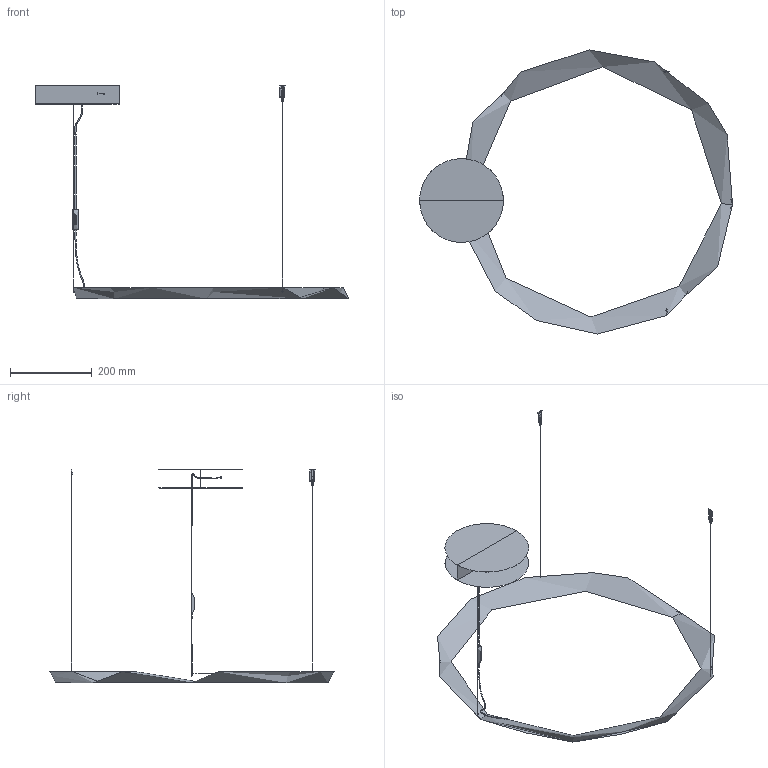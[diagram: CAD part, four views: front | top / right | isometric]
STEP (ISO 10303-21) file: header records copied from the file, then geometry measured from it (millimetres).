
FILE_DESCRIPTION(/* description */ (''),/* implementation_level */ '2;1');
FILE_NAME(/* name */ 'ripple 70',/* time_stamp */ '2021-05-11T17:56:10+02:00',/* author */ (''),/* organization */ (''),/* preprocessor_version */ 'ST-DEVELOPER v15',/* originating_system */ '',/* authorisation */ '');
FILE_SCHEMA (('AUTOMOTIVE_DESIGN'));
Length unit declared in the file: millimetre
Products named in the file (1): Document
Bounding box: 766.43 x 695.51 x 523.12 mm (x, y, z)
Volume: 5001342.5 mm3; surface area: 505433.8 mm2
Topology: 9 solids, 17 shells, 814 faces, 2152 edges, 1368 vertices
Faces by surface type: bspline 608, plane 206
Entity records: 42168 total; most frequent: CARTESIAN_POINT 29695, ORIENTED_EDGE 4257, EDGE_CURVE 2143, VERTEX_POINT 1369, B_SPLINE_CURVE_WITH_KNOTS 1156, EDGE_LOOP 847, ADVANCED_FACE 811, FACE_OUTER_BOUND 811
